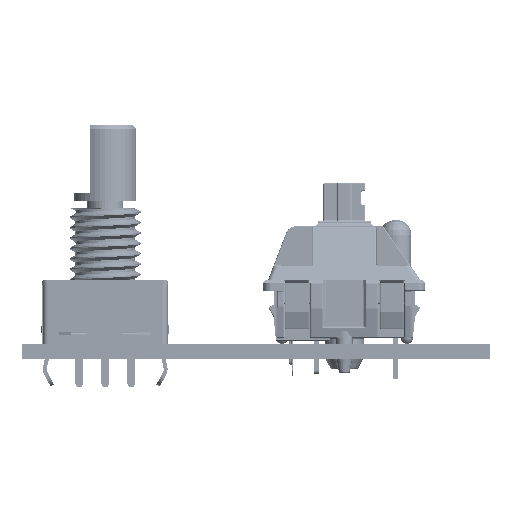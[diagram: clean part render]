
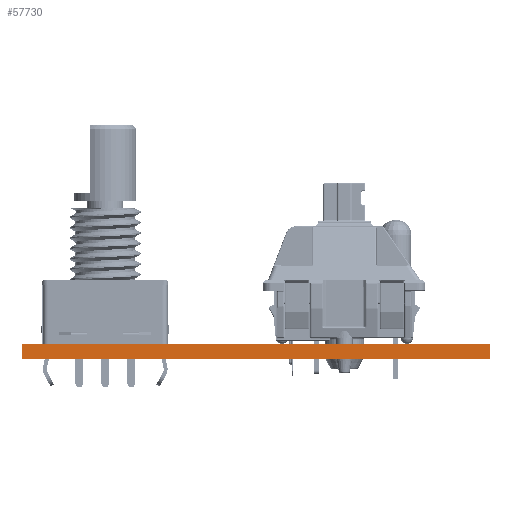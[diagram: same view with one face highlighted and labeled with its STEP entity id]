
A CAD part, left-side view. The second image highlights one B-rep face of the part: STEP entity #57730.
In plain terms, the highlighted planar face has unit normal (-1, 0, 0).
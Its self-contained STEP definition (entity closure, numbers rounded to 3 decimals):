
#57674 = VERTEX_POINT('',#57675);
#57675 = CARTESIAN_POINT('',(53.75,-104.,1.51));
#57681 = EDGE_CURVE('',#57682,#57674,#57684,.T.);
#57682 = VERTEX_POINT('',#57683);
#57683 = CARTESIAN_POINT('',(53.75,-104.,0.));
#57684 = LINE('',#57685,#57686);
#57685 = CARTESIAN_POINT('',(53.75,-104.,0.));
#57686 = VECTOR('',#57687,1.);
#57687 = DIRECTION('',(0.,0.,1.));
#57730 = ADVANCED_FACE('',(#57731),#57756,.T.);
#57731 = FACE_BOUND('',#57732,.T.);
#57732 = EDGE_LOOP('',(#57733,#57734,#57742,#57750));
#57733 = ORIENTED_EDGE('',*,*,#57681,.T.);
#57734 = ORIENTED_EDGE('',*,*,#57735,.T.);
#57735 = EDGE_CURVE('',#57674,#57736,#57738,.T.);
#57736 = VERTEX_POINT('',#57737);
#57737 = CARTESIAN_POINT('',(53.75,-59.,1.51));
#57738 = LINE('',#57739,#57740);
#57739 = CARTESIAN_POINT('',(53.75,-104.,1.51));
#57740 = VECTOR('',#57741,1.);
#57741 = DIRECTION('',(0.,1.,0.));
#57742 = ORIENTED_EDGE('',*,*,#57743,.F.);
#57743 = EDGE_CURVE('',#57744,#57736,#57746,.T.);
#57744 = VERTEX_POINT('',#57745);
#57745 = CARTESIAN_POINT('',(53.75,-59.,0.));
#57746 = LINE('',#57747,#57748);
#57747 = CARTESIAN_POINT('',(53.75,-59.,0.));
#57748 = VECTOR('',#57749,1.);
#57749 = DIRECTION('',(0.,0.,1.));
#57750 = ORIENTED_EDGE('',*,*,#57751,.F.);
#57751 = EDGE_CURVE('',#57682,#57744,#57752,.T.);
#57752 = LINE('',#57753,#57754);
#57753 = CARTESIAN_POINT('',(53.75,-104.,0.));
#57754 = VECTOR('',#57755,1.);
#57755 = DIRECTION('',(0.,1.,0.));
#57756 = PLANE('',#57757);
#57757 = AXIS2_PLACEMENT_3D('',#57758,#57759,#57760);
#57758 = CARTESIAN_POINT('',(53.75,-104.,0.));
#57759 = DIRECTION('',(-1.,0.,0.));
#57760 = DIRECTION('',(0.,1.,0.));
